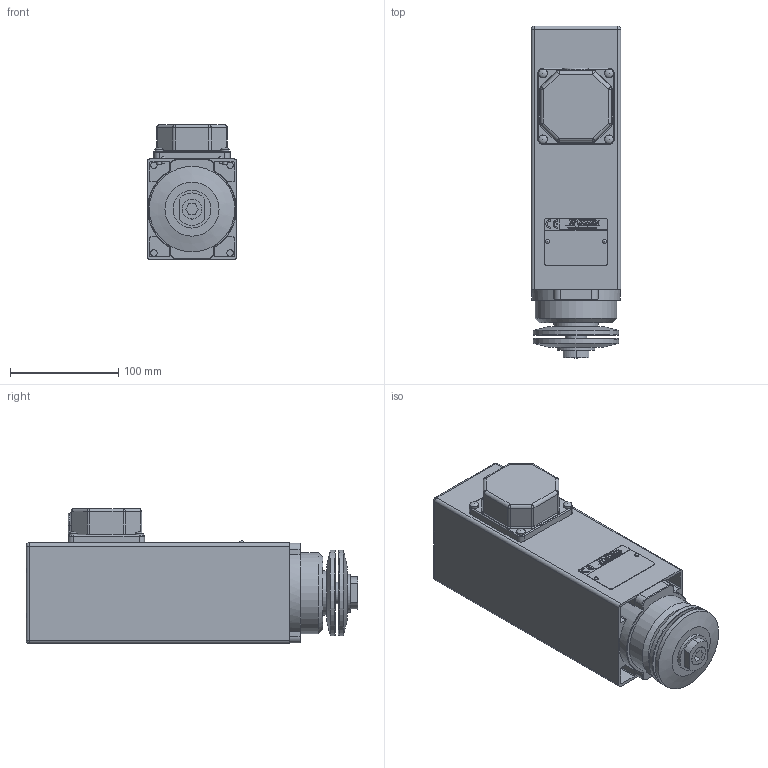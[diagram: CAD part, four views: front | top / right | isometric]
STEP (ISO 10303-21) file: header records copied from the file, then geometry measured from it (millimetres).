
FILE_DESCRIPTION(/* description */ ('Alibre Inc.'),/* implementation_level */ '2;1');
FILE_NAME(/* name */ 'export-7171B14E-26F7-4830-BEC8-CBD6A85CE47D',/* time_stamp */ '2023-12-19T16:50:14+01:00',/* author */ (''),/* organization */ (''),/* preprocessor_version */ 'ST-DEVELOPER v17',/* originating_system */ 'Alibre',/* authorisation */ '');
FILE_SCHEMA (('AUTOMOTIVE_DESIGN'));
Length unit declared in the file: millimetre
Products named in the file (1): SEE02078
Bounding box: 83 x 306.7 x 124.7 mm (x, y, z)
Volume: 1964170.5 mm3; surface area: 201302.7 mm2
Topology: 1 solids, 8 shells, 1374 faces, 3694 edges, 2434 vertices
Faces by surface type: plane 1008, cylinder 253, bspline 42, cone 37, sphere 19, torus 15
Full cylindrical faces by diameter (mm): 2.49 x4, 2.5 x2, 3.714 x4, 4 x12, 5 x12, 6 x4, 8 x4, 17.294 x1, 18.376 x1, 20 x2, 35 x1, 41 x1, 50 x2, 75 x1, 79 x2
Entity records: 44398 total; most frequent: CARTESIAN_POINT 11467, ORIENTED_EDGE 7342, DIRECTION 4753, EDGE_CURVE 3671, VERTEX_POINT 2434, VECTOR 1960, LINE 1960, AXIS2_PLACEMENT_3D 1908
